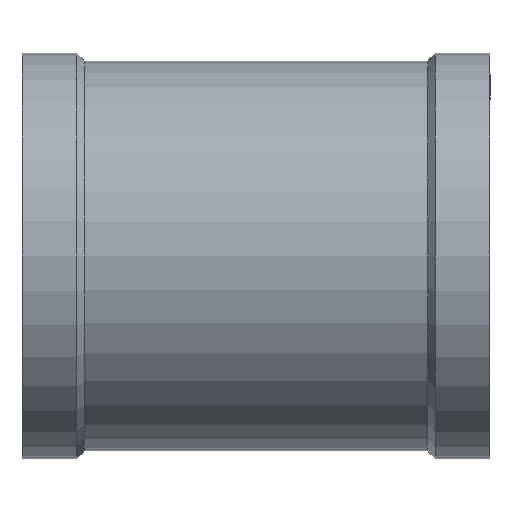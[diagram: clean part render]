
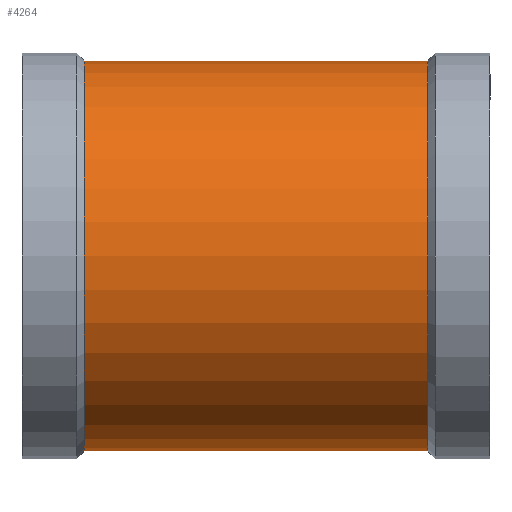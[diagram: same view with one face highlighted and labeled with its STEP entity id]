
A CAD part, front view. The second image highlights one B-rep face of the part: STEP entity #4264.
In plain terms, the highlighted cylindrical face has radius 12.5 mm (diameter 25 mm), a partial arc.
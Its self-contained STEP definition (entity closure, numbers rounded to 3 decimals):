
#443 = CARTESIAN_POINT ( 'NONE',  ( 11., 0., 0. ) ) ;
#1177 = DIRECTION ( 'NONE',  ( 0., 0., 1. ) ) ;
#1634 = DIRECTION ( 'NONE',  ( -1., 0., 0. ) ) ;
#2225 = CIRCLE ( 'NONE', #8391, 12.5 ) ;
#2579 = VECTOR ( 'NONE', #3272, 1000. ) ;
#2666 = DIRECTION ( 'NONE',  ( -1., 0., 0. ) ) ;
#3272 = DIRECTION ( 'NONE',  ( -1., 0., 0. ) ) ;
#3326 = VERTEX_POINT ( 'NONE', #7890 ) ;
#3595 = LINE ( 'NONE', #8070, #3799 ) ;
#3799 = VECTOR ( 'NONE', #6751, 1000. ) ;
#3804 = ORIENTED_EDGE ( 'NONE', *, *, #7766, .T. ) ;
#3986 = CARTESIAN_POINT ( 'NONE',  ( 0., 0., -12.5 ) ) ;
#4008 = ORIENTED_EDGE ( 'NONE', *, *, #7119, .T. ) ;
#4264 = ADVANCED_FACE ( 'NONE', ( #7328 ), #7046, .T. ) ;
#4300 = AXIS2_PLACEMENT_3D ( 'NONE', #5068, #2666, #7076 ) ;
#4540 = AXIS2_PLACEMENT_3D ( 'NONE', #5850, #1634, #6515 ) ;
#4666 = CARTESIAN_POINT ( 'NONE',  ( 11., 0., -12.5 ) ) ;
#4935 = CIRCLE ( 'NONE', #4540, 12.5 ) ;
#4968 = LINE ( 'NONE', #3986, #2579 ) ;
#5068 = CARTESIAN_POINT ( 'NONE',  ( 0., 0., 0. ) ) ;
#5151 = VERTEX_POINT ( 'NONE', #5917 ) ;
#5409 = DIRECTION ( 'NONE',  ( -1., 0., 0. ) ) ;
#5809 = VERTEX_POINT ( 'NONE', #4666 ) ;
#5850 = CARTESIAN_POINT ( 'NONE',  ( -11., 0., 0. ) ) ;
#5917 = CARTESIAN_POINT ( 'NONE',  ( -11., 0., 12.5 ) ) ;
#6515 = DIRECTION ( 'NONE',  ( 0., 0., 1. ) ) ;
#6751 = DIRECTION ( 'NONE',  ( -1., 0., 0. ) ) ;
#7046 = CYLINDRICAL_SURFACE ( 'NONE', #4300, 12.5 ) ;
#7076 = DIRECTION ( 'NONE',  ( 0., 0., 1. ) ) ;
#7119 = EDGE_CURVE ( 'NONE', #7320, #5151, #3595, .T. ) ;
#7162 = CARTESIAN_POINT ( 'NONE',  ( 11., 0., 12.5 ) ) ;
#7320 = VERTEX_POINT ( 'NONE', #7162 ) ;
#7328 = FACE_OUTER_BOUND ( 'NONE', #8684, .T. ) ;
#7667 = EDGE_CURVE ( 'NONE', #5809, #3326, #4968, .T. ) ;
#7766 = EDGE_CURVE ( 'NONE', #5809, #7320, #2225, .T. ) ;
#7890 = CARTESIAN_POINT ( 'NONE',  ( -11., 0., -12.5 ) ) ;
#8070 = CARTESIAN_POINT ( 'NONE',  ( 0., 0., 12.5 ) ) ;
#8376 = ORIENTED_EDGE ( 'NONE', *, *, #8663, .F. ) ;
#8391 = AXIS2_PLACEMENT_3D ( 'NONE', #443, #5409, #1177 ) ;
#8458 = ORIENTED_EDGE ( 'NONE', *, *, #7667, .F. ) ;
#8663 = EDGE_CURVE ( 'NONE', #3326, #5151, #4935, .T. ) ;
#8684 = EDGE_LOOP ( 'NONE', ( #8458, #3804, #4008, #8376 ) ) ;
